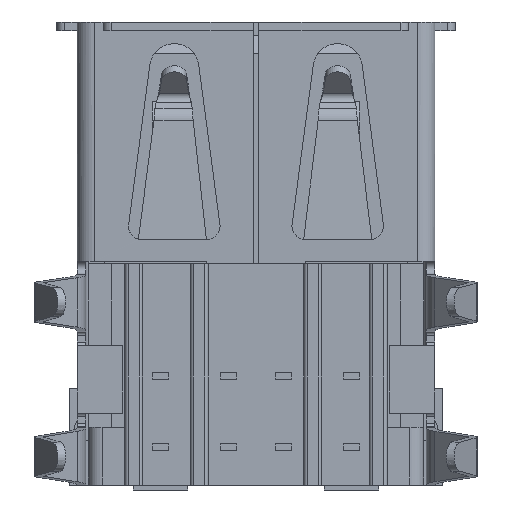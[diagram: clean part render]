
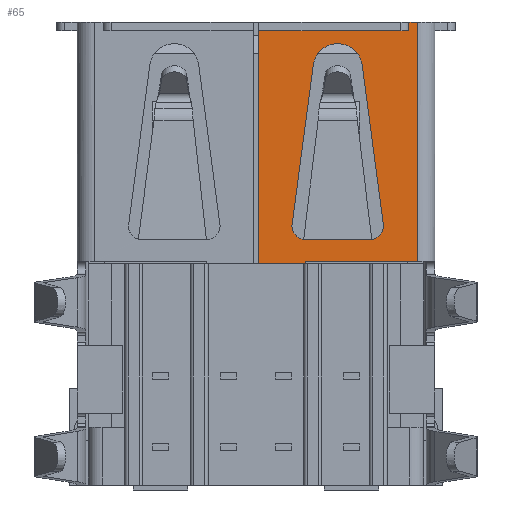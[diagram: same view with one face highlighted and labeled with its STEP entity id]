
A CAD part, front view. The second image highlights one B-rep face of the part: STEP entity #65.
In plain terms, the highlighted planar face has unit normal (0, -1, 0).
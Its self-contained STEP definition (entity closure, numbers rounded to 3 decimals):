
#65=ADVANCED_FACE('',(#1008,#1009),#1010,.T.);
#1008=FACE_OUTER_BOUND('',#2932,.T.);
#1009=FACE_BOUND('',#2933,.T.);
#1010=PLANE('',#2934);
#2932=EDGE_LOOP('',(#6432,#6433,#6434,#6435,#6436,#6437,#6438,#6439));
#2933=EDGE_LOOP('',(#6440,#6441,#6442,#6443,#6444,#6445,#6446,#6447));
#2934=AXIS2_PLACEMENT_3D('',#6448,#6449,#6450);
#6432=ORIENTED_EDGE('',*,*,#13948,.F.);
#6433=ORIENTED_EDGE('',*,*,#13902,.T.);
#6434=ORIENTED_EDGE('',*,*,#13949,.T.);
#6435=ORIENTED_EDGE('',*,*,#13950,.T.);
#6436=ORIENTED_EDGE('',*,*,#13947,.F.);
#6437=ORIENTED_EDGE('',*,*,#13951,.F.);
#6438=ORIENTED_EDGE('',*,*,#13952,.T.);
#6439=ORIENTED_EDGE('',*,*,#13953,.F.);
#6440=ORIENTED_EDGE('',*,*,#13954,.F.);
#6441=ORIENTED_EDGE('',*,*,#13955,.F.);
#6442=ORIENTED_EDGE('',*,*,#13864,.F.);
#6443=ORIENTED_EDGE('',*,*,#13956,.F.);
#6444=ORIENTED_EDGE('',*,*,#13854,.F.);
#6445=ORIENTED_EDGE('',*,*,#13957,.F.);
#6446=ORIENTED_EDGE('',*,*,#13958,.F.);
#6447=ORIENTED_EDGE('',*,*,#13959,.F.);
#6448=CARTESIAN_POINT('',(5.93,0.772,0.0));
#6449=DIRECTION('',(0.0,-1.0,0.0));
#6450=DIRECTION('',(0.0,0.0,-1.0));
#13854=EDGE_CURVE('',#16395,#16398,#16399,.T.);
#13864=EDGE_CURVE('',#16416,#16408,#16418,.T.);
#13902=EDGE_CURVE('',#16494,#16492,#16495,.T.);
#13947=EDGE_CURVE('',#16581,#16576,#16583,.T.);
#13948=EDGE_CURVE('',#16494,#16584,#16585,.T.);
#13949=EDGE_CURVE('',#16492,#16586,#16587,.T.);
#13950=EDGE_CURVE('',#16586,#16576,#16588,.T.);
#13951=EDGE_CURVE('',#16589,#16581,#16590,.T.);
#13952=EDGE_CURVE('',#16589,#16591,#16592,.T.);
#13953=EDGE_CURVE('',#16584,#16591,#16593,.T.);
#13954=EDGE_CURVE('',#16594,#16595,#16596,.T.);
#13955=EDGE_CURVE('',#16408,#16594,#16597,.T.);
#13956=EDGE_CURVE('',#16398,#16416,#16598,.T.);
#13957=EDGE_CURVE('',#16599,#16395,#16600,.T.);
#13958=EDGE_CURVE('',#16601,#16599,#16602,.T.);
#13959=EDGE_CURVE('',#16595,#16601,#16603,.T.);
#16395=VERTEX_POINT('',#20590);
#16398=VERTEX_POINT('',#20594);
#16399=CIRCLE('',#20595,0.5);
#16408=VERTEX_POINT('',#20612);
#16416=VERTEX_POINT('',#20628);
#16418=CIRCLE('',#20631,0.5);
#16492=VERTEX_POINT('',#20761);
#16494=VERTEX_POINT('',#20764);
#16495=LINE('',#20765,#20766);
#16576=VERTEX_POINT('',#20872);
#16581=VERTEX_POINT('',#20880);
#16583=LINE('',#20883,#20884);
#16584=VERTEX_POINT('',#20885);
#16585=LINE('',#20886,#20887);
#16586=VERTEX_POINT('',#20888);
#16587=LINE('',#20889,#20890);
#16588=LINE('',#20891,#20892);
#16589=VERTEX_POINT('',#20893);
#16590=LINE('',#20894,#20895);
#16591=VERTEX_POINT('',#20896);
#16592=LINE('',#20897,#20898);
#16593=LINE('',#20899,#20900);
#16594=VERTEX_POINT('',#20901);
#16595=VERTEX_POINT('',#20902);
#16596=LINE('',#20903,#20904);
#16597=CIRCLE('',#20905,0.5);
#16598=LINE('',#20906,#20907);
#16599=VERTEX_POINT('',#20908);
#16600=CIRCLE('',#20909,0.5);
#16601=VERTEX_POINT('',#20910);
#16602=LINE('',#20911,#20912);
#16603=CIRCLE('',#20913,0.908);
#20590=CARTESIAN_POINT('',(1.321,0.772,-7.495));
#20594=CARTESIAN_POINT('',(1.821,0.772,-7.995));
#20595=AXIS2_PLACEMENT_3D('',#27933,#27934,#27935);
#20612=CARTESIAN_POINT('',(4.679,0.772,-7.495));
#20628=CARTESIAN_POINT('',(4.179,0.772,-7.995));
#20631=AXIS2_PLACEMENT_3D('',#27945,#27946,#27947);
#20761=CARTESIAN_POINT('',(5.61,0.772,0.0));
#20764=CARTESIAN_POINT('',(5.93,0.772,0.0));
#20765=CARTESIAN_POINT('',(5.93,0.772,0.0));
#20766=VECTOR('',#28003,0.32);
#20872=CARTESIAN_POINT('',(0.1,0.772,-0.318));
#20880=CARTESIAN_POINT('',(0.1,0.772,-8.88));
#20883=CARTESIAN_POINT('',(0.1,0.772,-8.88));
#20884=VECTOR('',#28078,8.562);
#20885=CARTESIAN_POINT('',(5.93,0.772,-8.79));
#20886=CARTESIAN_POINT('',(5.93,0.772,0.0));
#20887=VECTOR('',#28079,8.79);
#20888=CARTESIAN_POINT('',(5.61,0.772,-0.318));
#20889=CARTESIAN_POINT('',(5.61,0.772,0.0));
#20890=VECTOR('',#28080,0.318);
#20891=CARTESIAN_POINT('',(5.61,0.772,-0.318));
#20892=VECTOR('',#28081,5.51);
#20893=CARTESIAN_POINT('',(1.8,0.772,-8.88));
#20894=CARTESIAN_POINT('',(1.8,0.772,-8.88));
#20895=VECTOR('',#28082,1.7);
#20896=CARTESIAN_POINT('',(1.8,0.772,-8.79));
#20897=CARTESIAN_POINT('',(1.8,0.772,-8.88));
#20898=VECTOR('',#28083,0.09);
#20899=CARTESIAN_POINT('',(5.93,0.772,-8.79));
#20900=VECTOR('',#28084,4.13);
#20901=CARTESIAN_POINT('',(4.675,0.772,-7.429));
#20902=CARTESIAN_POINT('',(3.9,0.772,-1.584));
#20903=CARTESIAN_POINT('',(4.675,0.772,-7.429));
#20904=VECTOR('',#28085,5.897);
#20905=AXIS2_PLACEMENT_3D('',#28086,#28087,#28088);
#20906=CARTESIAN_POINT('',(1.821,0.772,-7.995));
#20907=VECTOR('',#28089,2.359);
#20908=CARTESIAN_POINT('',(1.325,0.772,-7.429));
#20909=AXIS2_PLACEMENT_3D('',#28090,#28091,#28092);
#20910=CARTESIAN_POINT('',(2.1,0.772,-1.584));
#20911=CARTESIAN_POINT('',(2.1,0.772,-1.584));
#20912=VECTOR('',#28093,5.897);
#20913=AXIS2_PLACEMENT_3D('',#28094,#28095,#28096);
#27933=CARTESIAN_POINT('',(1.821,0.772,-7.495));
#27934=DIRECTION('',(0.0,-1.0,0.0));
#27935=DIRECTION('',(-0.991,0.0,0.131));
#27945=CARTESIAN_POINT('',(4.179,0.772,-7.495));
#27946=DIRECTION('',(0.0,-1.0,-0.0));
#27947=DIRECTION('',(0.,0.0,-1.0));
#28003=DIRECTION('',(-1.0,0.0,0.0));
#28078=DIRECTION('',(0.0,0.0,1.0));
#28079=DIRECTION('',(0.0,0.0,-1.0));
#28080=DIRECTION('',(0.0,0.0,-1.0));
#28081=DIRECTION('',(-1.0,0.0,0.0));
#28082=DIRECTION('',(-1.0,0.0,0.0));
#28083=DIRECTION('',(0.0,0.0,1.0));
#28084=DIRECTION('',(-1.0,0.0,0.0));
#28085=DIRECTION('',(-0.131,0.0,0.991));
#28086=CARTESIAN_POINT('',(4.179,0.772,-7.495));
#28087=DIRECTION('',(0.0,-1.0,-0.0));
#28088=DIRECTION('',(0.,0.0,-1.0));
#28089=DIRECTION('',(1.0,0.0,0.0));
#28090=CARTESIAN_POINT('',(1.821,0.772,-7.495));
#28091=DIRECTION('',(0.0,-1.0,0.0));
#28092=DIRECTION('',(-0.991,0.0,0.131));
#28093=DIRECTION('',(-0.131,0.0,-0.991));
#28094=CARTESIAN_POINT('',(3.0,0.772,-1.703));
#28095=DIRECTION('',(0.0,-1.0,0.0));
#28096=DIRECTION('',(0.991,0.0,0.131));
